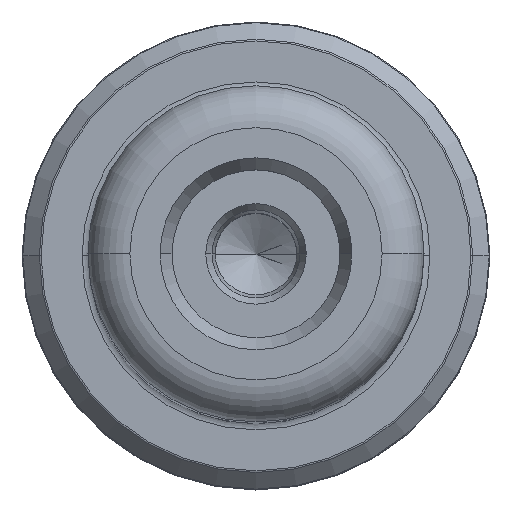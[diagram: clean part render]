
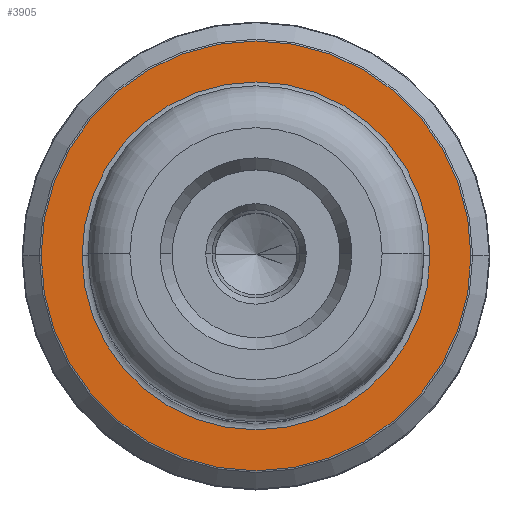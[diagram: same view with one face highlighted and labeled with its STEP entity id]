
A CAD part, top view. The second image highlights one B-rep face of the part: STEP entity #3905.
In plain terms, the highlighted planar face has unit normal (0, 0, 1).
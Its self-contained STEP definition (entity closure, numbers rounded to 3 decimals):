
#40 = EDGE_CURVE ( 'NONE', #2990, #2179, #2153, .T. ) ;
#66 = DIRECTION ( 'NONE',  ( 0., 0., 1. ) ) ;
#207 = CIRCLE ( 'NONE', #3288, 14.5 ) ;
#335 = CIRCLE ( 'NONE', #1555, 17.917 ) ;
#526 = DIRECTION ( 'NONE',  ( 0., 0., -1. ) ) ;
#658 = CARTESIAN_POINT ( 'NONE',  ( 0., 0., 30. ) ) ;
#722 = CARTESIAN_POINT ( 'NONE',  ( 14.5, 0., 30. ) ) ;
#864 = DIRECTION ( 'NONE',  ( 0., 0., 1. ) ) ;
#946 = EDGE_LOOP ( 'NONE', ( #1842, #1229 ) ) ;
#965 = CARTESIAN_POINT ( 'NONE',  ( 0., 0., 30. ) ) ;
#1107 = CARTESIAN_POINT ( 'NONE',  ( 0., 0., 30. ) ) ;
#1229 = ORIENTED_EDGE ( 'NONE', *, *, #2694, .T. ) ;
#1275 = DIRECTION ( 'NONE',  ( 0., 0., 1. ) ) ;
#1462 = CIRCLE ( 'NONE', #3646, 17.917 ) ;
#1555 = AXIS2_PLACEMENT_3D ( 'NONE', #658, #1275, #2202 ) ;
#1593 = CARTESIAN_POINT ( 'NONE',  ( -14.5, 0., 30. ) ) ;
#1683 = ORIENTED_EDGE ( 'NONE', *, *, #1705, .T. ) ;
#1705 = EDGE_CURVE ( 'NONE', #3371, #3549, #1462, .T. ) ;
#1807 = CARTESIAN_POINT ( 'NONE',  ( 0., 0., 30. ) ) ;
#1842 = ORIENTED_EDGE ( 'NONE', *, *, #40, .T. ) ;
#1884 = CARTESIAN_POINT ( 'NONE',  ( 17.917, 0., 30. ) ) ;
#1906 = DIRECTION ( 'NONE',  ( 0., 0., -1. ) ) ;
#1957 = AXIS2_PLACEMENT_3D ( 'NONE', #965, #1906, #3134 ) ;
#2140 = EDGE_LOOP ( 'NONE', ( #3522, #1683 ) ) ;
#2153 = CIRCLE ( 'NONE', #1957, 14.5 ) ;
#2179 = VERTEX_POINT ( 'NONE', #722 ) ;
#2202 = DIRECTION ( 'NONE',  ( 1., 0., 0. ) ) ;
#2401 = PLANE ( 'NONE',  #2407 ) ;
#2407 = AXIS2_PLACEMENT_3D ( 'NONE', #1807, #864, #3940 ) ;
#2694 = EDGE_CURVE ( 'NONE', #2179, #2990, #207, .T. ) ;
#2811 = CARTESIAN_POINT ( 'NONE',  ( 0., 0., 30. ) ) ;
#2966 = DIRECTION ( 'NONE',  ( -1., 0., 0. ) ) ;
#2990 = VERTEX_POINT ( 'NONE', #1593 ) ;
#3031 = FACE_OUTER_BOUND ( 'NONE', #2140, .T. ) ;
#3056 = EDGE_CURVE ( 'NONE', #3549, #3371, #335, .T. ) ;
#3134 = DIRECTION ( 'NONE',  ( -1., 0., 0. ) ) ;
#3288 = AXIS2_PLACEMENT_3D ( 'NONE', #1107, #526, #2966 ) ;
#3371 = VERTEX_POINT ( 'NONE', #3734 ) ;
#3522 = ORIENTED_EDGE ( 'NONE', *, *, #3056, .T. ) ;
#3549 = VERTEX_POINT ( 'NONE', #1884 ) ;
#3646 = AXIS2_PLACEMENT_3D ( 'NONE', #2811, #66, #3844 ) ;
#3652 = FACE_BOUND ( 'NONE', #946, .T. ) ;
#3734 = CARTESIAN_POINT ( 'NONE',  ( -17.917, 0., 30. ) ) ;
#3844 = DIRECTION ( 'NONE',  ( 1., 0., 0. ) ) ;
#3905 = ADVANCED_FACE ( 'NONE', ( #3652, #3031 ), #2401, .T. ) ;
#3940 = DIRECTION ( 'NONE',  ( 1., 0., 0. ) ) ;
